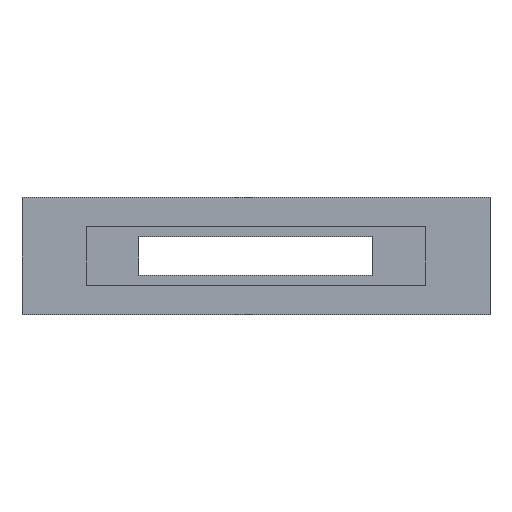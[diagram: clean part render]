
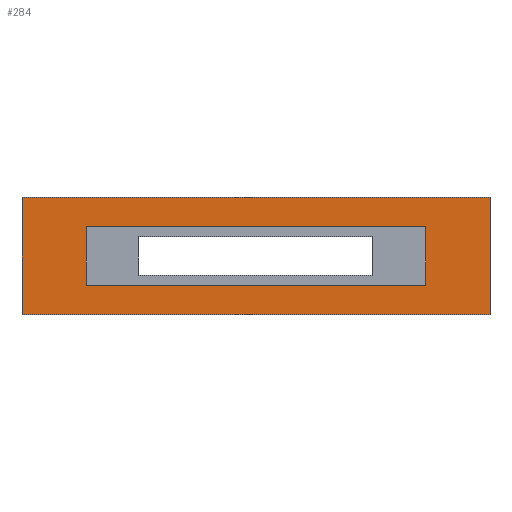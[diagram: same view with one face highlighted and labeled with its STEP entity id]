
A CAD part, top view. The second image highlights one B-rep face of the part: STEP entity #284.
In plain terms, the highlighted planar face has unit normal (0, 0, 1).
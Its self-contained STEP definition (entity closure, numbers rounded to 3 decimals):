
#17=FACE_BOUND('',#50,.T.);
#32=FACE_OUTER_BOUND('',#49,.T.);
#49=EDGE_LOOP('',(#247,#248,#249,#250));
#50=EDGE_LOOP('',(#251,#252,#253,#254));
#51=LINE('',#374,#87);
#55=LINE('',#382,#91);
#58=LINE('',#388,#94);
#61=LINE('',#393,#97);
#77=LINE('',#427,#113);
#80=LINE('',#433,#116);
#83=LINE('',#439,#119);
#86=LINE('',#443,#122);
#87=VECTOR('',#306,7.5);
#91=VECTOR('',#312,43.5);
#94=VECTOR('',#317,7.5);
#97=VECTOR('',#322,43.5);
#113=VECTOR('',#350,15.);
#116=VECTOR('',#355,60.);
#119=VECTOR('',#360,15.);
#122=VECTOR('',#365,60.);
#123=VERTEX_POINT('',#372);
#124=VERTEX_POINT('',#373);
#127=VERTEX_POINT('',#381);
#129=VERTEX_POINT('',#387);
#141=VERTEX_POINT('',#424);
#142=VERTEX_POINT('',#426);
#144=VERTEX_POINT('',#432);
#146=VERTEX_POINT('',#438);
#147=EDGE_CURVE('',#123,#124,#51,.T.);
#151=EDGE_CURVE('',#124,#127,#55,.T.);
#154=EDGE_CURVE('',#127,#129,#58,.T.);
#157=EDGE_CURVE('',#129,#123,#61,.T.);
#173=EDGE_CURVE('',#142,#141,#77,.T.);
#176=EDGE_CURVE('',#144,#142,#80,.T.);
#179=EDGE_CURVE('',#146,#144,#83,.T.);
#182=EDGE_CURVE('',#141,#146,#86,.T.);
#247=ORIENTED_EDGE('',*,*,#182,.T.);
#248=ORIENTED_EDGE('',*,*,#179,.T.);
#249=ORIENTED_EDGE('',*,*,#176,.T.);
#250=ORIENTED_EDGE('',*,*,#173,.T.);
#251=ORIENTED_EDGE('',*,*,#147,.T.);
#252=ORIENTED_EDGE('',*,*,#151,.T.);
#253=ORIENTED_EDGE('',*,*,#154,.T.);
#254=ORIENTED_EDGE('',*,*,#157,.T.);
#269=PLANE('',#301);
#284=ADVANCED_FACE('',(#32,#17),#269,.T.);
#301=AXIS2_PLACEMENT_3D('',#445,#368,#369);
#306=DIRECTION('',(0.,-1.,0.));
#312=DIRECTION('',(-1.,0.,0.));
#317=DIRECTION('',(0.,1.,0.));
#322=DIRECTION('',(1.,0.,0.));
#350=DIRECTION('',(0.,1.,0.));
#355=DIRECTION('',(1.,0.,0.));
#360=DIRECTION('',(0.,-1.,0.));
#365=DIRECTION('',(-1.,0.,0.));
#368=DIRECTION('center_axis',(0.,0.,1.));
#369=DIRECTION('ref_axis',(1.,0.,0.));
#372=CARTESIAN_POINT('',(21.75,3.75,1.2));
#373=CARTESIAN_POINT('',(21.75,-3.75,1.2));
#374=CARTESIAN_POINT('',(21.75,-1.875,1.2));
#381=CARTESIAN_POINT('',(-21.75,-3.75,1.2));
#382=CARTESIAN_POINT('',(-10.875,-3.75,1.2));
#387=CARTESIAN_POINT('',(-21.75,3.75,1.2));
#388=CARTESIAN_POINT('',(-21.75,1.875,1.2));
#393=CARTESIAN_POINT('',(10.875,3.75,1.2));
#424=CARTESIAN_POINT('',(30.,7.5,1.2));
#426=CARTESIAN_POINT('',(30.,-7.5,1.2));
#427=CARTESIAN_POINT('',(30.,7.5,1.2));
#432=CARTESIAN_POINT('',(-30.,-7.5,1.2));
#433=CARTESIAN_POINT('',(30.,-7.5,1.2));
#438=CARTESIAN_POINT('',(-30.,7.5,1.2));
#439=CARTESIAN_POINT('',(-30.,-7.5,1.2));
#443=CARTESIAN_POINT('',(-30.,7.5,1.2));
#445=CARTESIAN_POINT('Origin',(0.,0.,1.2));
